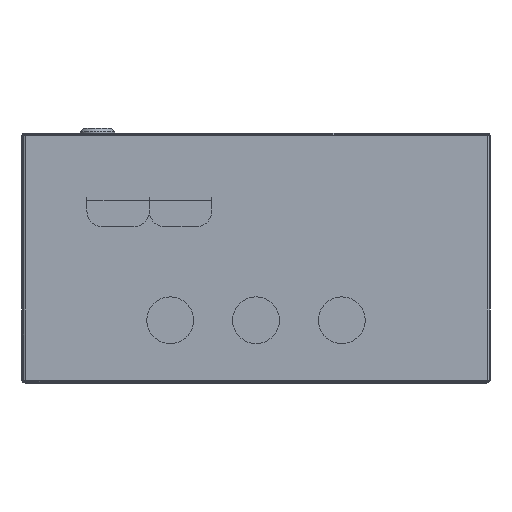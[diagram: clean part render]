
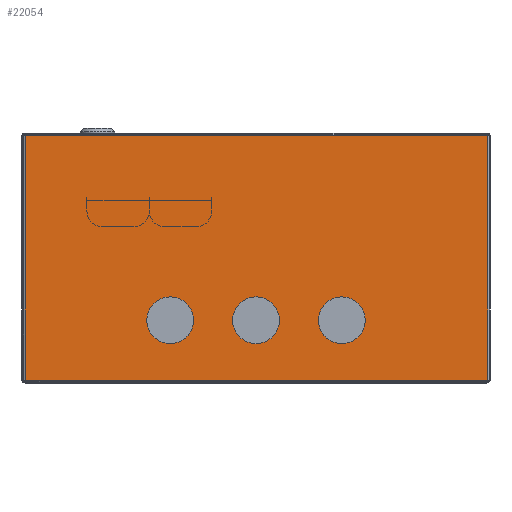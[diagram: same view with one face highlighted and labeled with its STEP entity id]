
A CAD part, front view. The second image highlights one B-rep face of the part: STEP entity #22054.
In plain terms, the highlighted planar face has unit normal (0, -1, 0).
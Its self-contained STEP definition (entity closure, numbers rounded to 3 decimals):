
#908 = DIRECTION ( 'NONE',  ( 0., -1., 0. ) ) ;
#1206 = EDGE_CURVE ( 'NONE', #12709, #8756, #5244, .T. ) ;
#1287 = CARTESIAN_POINT ( 'NONE',  ( -190., -250., -40. ) ) ;
#1573 = EDGE_CURVE ( 'NONE', #25625, #11330, #27225, .T. ) ;
#2051 = DIRECTION ( 'NONE',  ( 1., 0., 0. ) ) ;
#2404 = DIRECTION ( 'NONE',  ( 0., -1., 0. ) ) ;
#2761 = CIRCLE ( 'NONE', #19271, 15. ) ;
#2953 = CARTESIAN_POINT ( 'NONE',  ( -0.6, -250., 78.4 ) ) ;
#4248 = EDGE_CURVE ( 'NONE', #27459, #11783, #27297, .T. ) ;
#4475 = AXIS2_PLACEMENT_3D ( 'NONE', #27844, #13410, #7933 ) ;
#5141 = DIRECTION ( 'NONE',  ( 1., 0., 0. ) ) ;
#5212 = DIRECTION ( 'NONE',  ( -1., 0., 0. ) ) ;
#5244 = LINE ( 'NONE', #29688, #16350 ) ;
#5798 = AXIS2_PLACEMENT_3D ( 'NONE', #21656, #18320, #30974 ) ;
#5973 = FACE_BOUND ( 'NONE', #27362, .T. ) ;
#6307 = VECTOR ( 'NONE', #6636, 1000. ) ;
#6360 = CARTESIAN_POINT ( 'NONE',  ( -110., -250., -40. ) ) ;
#6546 = CARTESIAN_POINT ( 'NONE',  ( -297.8, -250., -78.4 ) ) ;
#6572 = CARTESIAN_POINT ( 'NONE',  ( -0.6, -250., -78.4 ) ) ;
#6636 = DIRECTION ( 'NONE',  ( 0., 0., -1. ) ) ;
#7206 = CARTESIAN_POINT ( 'NONE',  ( -1.6, -250., 78.4 ) ) ;
#7933 = DIRECTION ( 'NONE',  ( -1., 0., 0. ) ) ;
#8246 = VERTEX_POINT ( 'NONE', #17889 ) ;
#8391 = FACE_BOUND ( 'NONE', #28878, .T. ) ;
#8432 = AXIS2_PLACEMENT_3D ( 'NONE', #27506, #29627, #29789 ) ;
#8465 = VECTOR ( 'NONE', #5212, 1000. ) ;
#8668 = EDGE_CURVE ( 'NONE', #12709, #9319, #22988, .T. ) ;
#8756 = VERTEX_POINT ( 'NONE', #28182 ) ;
#8798 = CARTESIAN_POINT ( 'NONE',  ( -95., -250., -40. ) ) ;
#8859 = CARTESIAN_POINT ( 'NONE',  ( -0.6, -250., 78.4 ) ) ;
#9319 = VERTEX_POINT ( 'NONE', #10605 ) ;
#9477 = ORIENTED_EDGE ( 'NONE', *, *, #15038, .F. ) ;
#9904 = DIRECTION ( 'NONE',  ( 0., 0., -1. ) ) ;
#10575 = CARTESIAN_POINT ( 'NONE',  ( -205., -250., -40. ) ) ;
#10605 = CARTESIAN_POINT ( 'NONE',  ( -297.8, -250., 78.4 ) ) ;
#11120 = ORIENTED_EDGE ( 'NONE', *, *, #1206, .F. ) ;
#11330 = VERTEX_POINT ( 'NONE', #20648 ) ;
#11783 = VERTEX_POINT ( 'NONE', #29319 ) ;
#12120 = CARTESIAN_POINT ( 'NONE',  ( -297.8, -250., 78.4 ) ) ;
#12642 = ORIENTED_EDGE ( 'NONE', *, *, #4248, .F. ) ;
#12674 = ORIENTED_EDGE ( 'NONE', *, *, #27223, .F. ) ;
#12709 = VERTEX_POINT ( 'NONE', #7206 ) ;
#12851 = CIRCLE ( 'NONE', #25277, 15. ) ;
#12961 = EDGE_CURVE ( 'NONE', #11330, #25625, #12851, .T. ) ;
#13003 = VERTEX_POINT ( 'NONE', #6546 ) ;
#13319 = ORIENTED_EDGE ( 'NONE', *, *, #27108, .T. ) ;
#13410 = DIRECTION ( 'NONE',  ( 0., -1., 0. ) ) ;
#14387 = LINE ( 'NONE', #12120, #6307 ) ;
#15038 = EDGE_CURVE ( 'NONE', #24186, #8246, #17152, .T. ) ;
#15121 = DIRECTION ( 'NONE',  ( 1., 0., 0. ) ) ;
#15560 = EDGE_LOOP ( 'NONE', ( #11120, #25198, #13319, #26254 ) ) ;
#15671 = CARTESIAN_POINT ( 'NONE',  ( -165., -250., -40. ) ) ;
#15837 = FACE_OUTER_BOUND ( 'NONE', #15560, .T. ) ;
#16350 = VECTOR ( 'NONE', #9904, 1000. ) ;
#16552 = DIRECTION ( 'NONE',  ( 0., -1., 0. ) ) ;
#17152 = CIRCLE ( 'NONE', #5798, 15. ) ;
#17654 = CIRCLE ( 'NONE', #8432, 15. ) ;
#17889 = CARTESIAN_POINT ( 'NONE',  ( -135., -250., -40. ) ) ;
#18320 = DIRECTION ( 'NONE',  ( 0., -1., 0. ) ) ;
#19271 = AXIS2_PLACEMENT_3D ( 'NONE', #10575, #908, #15121 ) ;
#20038 = ORIENTED_EDGE ( 'NONE', *, *, #28855, .F. ) ;
#20325 = EDGE_CURVE ( 'NONE', #13003, #8756, #31350, .T. ) ;
#20555 = EDGE_LOOP ( 'NONE', ( #12642, #20038 ) ) ;
#20648 = CARTESIAN_POINT ( 'NONE',  ( -80., -250., -40. ) ) ;
#21656 = CARTESIAN_POINT ( 'NONE',  ( -150., -250., -40. ) ) ;
#22054 = ADVANCED_FACE ( 'NONE', ( #8391, #23445, #5973, #15837 ), #23280, .F. ) ;
#22428 = CARTESIAN_POINT ( 'NONE',  ( -205., -250., -40. ) ) ;
#22988 = LINE ( 'NONE', #2953, #8465 ) ;
#23280 = PLANE ( 'NONE',  #30249 ) ;
#23445 = FACE_BOUND ( 'NONE', #20555, .T. ) ;
#24059 = ORIENTED_EDGE ( 'NONE', *, *, #12961, .F. ) ;
#24186 = VERTEX_POINT ( 'NONE', #15671 ) ;
#25198 = ORIENTED_EDGE ( 'NONE', *, *, #8668, .T. ) ;
#25277 = AXIS2_PLACEMENT_3D ( 'NONE', #8798, #16552, #26449 ) ;
#25625 = VERTEX_POINT ( 'NONE', #6360 ) ;
#26204 = DIRECTION ( 'NONE',  ( -1., 0., 0. ) ) ;
#26254 = ORIENTED_EDGE ( 'NONE', *, *, #20325, .T. ) ;
#26449 = DIRECTION ( 'NONE',  ( -1., 0., 0. ) ) ;
#27108 = EDGE_CURVE ( 'NONE', #9319, #13003, #14387, .T. ) ;
#27223 = EDGE_CURVE ( 'NONE', #8246, #24186, #17654, .T. ) ;
#27225 = CIRCLE ( 'NONE', #4475, 15. ) ;
#27297 = CIRCLE ( 'NONE', #30919, 15. ) ;
#27362 = EDGE_LOOP ( 'NONE', ( #12674, #9477 ) ) ;
#27459 = VERTEX_POINT ( 'NONE', #1287 ) ;
#27506 = CARTESIAN_POINT ( 'NONE',  ( -150., -250., -40. ) ) ;
#27844 = CARTESIAN_POINT ( 'NONE',  ( -95., -250., -40. ) ) ;
#27983 = ORIENTED_EDGE ( 'NONE', *, *, #1573, .F. ) ;
#28182 = CARTESIAN_POINT ( 'NONE',  ( -1.6, -250., -78.4 ) ) ;
#28459 = DIRECTION ( 'NONE',  ( 0., 1., 0. ) ) ;
#28855 = EDGE_CURVE ( 'NONE', #11783, #27459, #2761, .T. ) ;
#28878 = EDGE_LOOP ( 'NONE', ( #24059, #27983 ) ) ;
#29319 = CARTESIAN_POINT ( 'NONE',  ( -220., -250., -40. ) ) ;
#29627 = DIRECTION ( 'NONE',  ( 0., -1., 0. ) ) ;
#29688 = CARTESIAN_POINT ( 'NONE',  ( -1.6, -250., -78.4 ) ) ;
#29789 = DIRECTION ( 'NONE',  ( 1., 0., 0. ) ) ;
#30249 = AXIS2_PLACEMENT_3D ( 'NONE', #8859, #28459, #26204 ) ;
#30758 = VECTOR ( 'NONE', #2051, 1000. ) ;
#30919 = AXIS2_PLACEMENT_3D ( 'NONE', #22428, #2404, #5141 ) ;
#30974 = DIRECTION ( 'NONE',  ( 1., 0., 0. ) ) ;
#31350 = LINE ( 'NONE', #6572, #30758 ) ;
